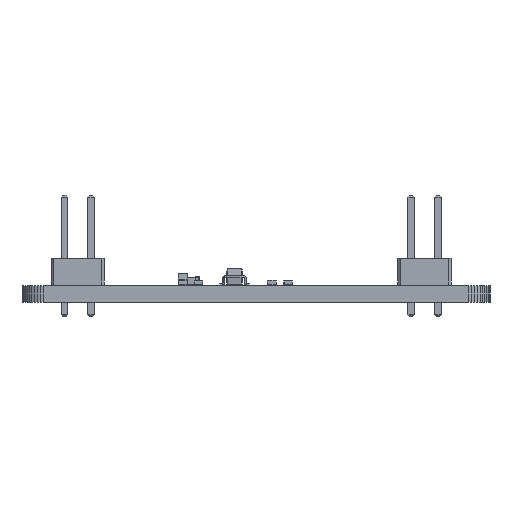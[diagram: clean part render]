
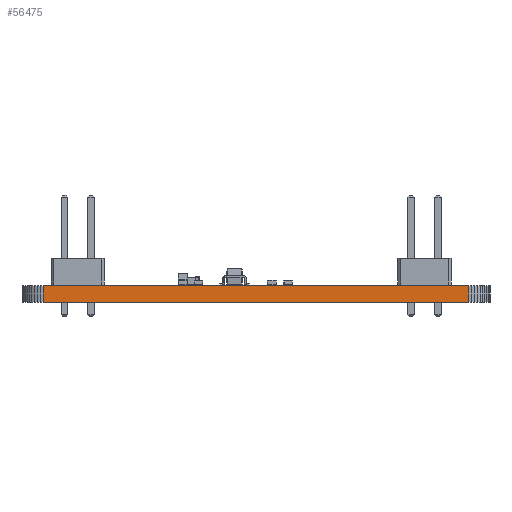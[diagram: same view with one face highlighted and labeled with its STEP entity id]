
A CAD part, front view. The second image highlights one B-rep face of the part: STEP entity #56475.
In plain terms, the highlighted planar face has unit normal (0, -1, 0).
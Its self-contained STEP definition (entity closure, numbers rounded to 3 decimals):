
#50908 = PLANE('',#50909);
#50909 = AXIS2_PLACEMENT_3D('',#50910,#50911,#50912);
#50910 = CARTESIAN_POINT('',(140.716,-102.108,1.6));
#50911 = DIRECTION('',(-0.,-0.,-1.));
#50912 = DIRECTION('',(-1.,0.,0.));
#50962 = PLANE('',#50963);
#50963 = AXIS2_PLACEMENT_3D('',#50964,#50965,#50966);
#50964 = CARTESIAN_POINT('',(140.716,-102.108,0.));
#50965 = DIRECTION('',(-0.,-0.,-1.));
#50966 = DIRECTION('',(-1.,0.,0.));
#51659 = VERTEX_POINT('',#51660);
#51660 = CARTESIAN_POINT('',(160.992,-132.563,0.));
#51674 = PLANE('',#51675);
#51675 = AXIS2_PLACEMENT_3D('',#51676,#51677,#51678);
#51676 = CARTESIAN_POINT('',(161.276,-132.542,0.));
#51677 = DIRECTION('',(0.071,-0.997,0.));
#51678 = DIRECTION('',(-0.997,-0.071,0.));
#51686 = EDGE_CURVE('',#51659,#51687,#51689,.T.);
#51687 = VERTEX_POINT('',#51688);
#51688 = CARTESIAN_POINT('',(120.44,-132.563,0.));
#51689 = SURFACE_CURVE('',#51690,(#51694,#51701),.PCURVE_S1.);
#51690 = LINE('',#51691,#51692);
#51691 = CARTESIAN_POINT('',(160.992,-132.563,0.));
#51692 = VECTOR('',#51693,1.);
#51693 = DIRECTION('',(-1.,0.,0.));
#51694 = PCURVE('',#50962,#51695);
#51695 = DEFINITIONAL_REPRESENTATION('',(#51696),#51700);
#51696 = LINE('',#51697,#51698);
#51697 = CARTESIAN_POINT('',(-20.276,-30.455));
#51698 = VECTOR('',#51699,1.);
#51699 = DIRECTION('',(1.,0.));
#51700 = ( GEOMETRIC_REPRESENTATION_CONTEXT(2) 
PARAMETRIC_REPRESENTATION_CONTEXT() REPRESENTATION_CONTEXT('2D SPACE',''
  ) );
#51701 = PCURVE('',#51702,#51707);
#51702 = PLANE('',#51703);
#51703 = AXIS2_PLACEMENT_3D('',#51704,#51705,#51706);
#51704 = CARTESIAN_POINT('',(160.992,-132.563,0.));
#51705 = DIRECTION('',(0.,-1.,0.));
#51706 = DIRECTION('',(-1.,0.,0.));
#51707 = DEFINITIONAL_REPRESENTATION('',(#51708),#51712);
#51708 = LINE('',#51709,#51710);
#51709 = CARTESIAN_POINT('',(0.,-0.));
#51710 = VECTOR('',#51711,1.);
#51711 = DIRECTION('',(1.,0.));
#51712 = ( GEOMETRIC_REPRESENTATION_CONTEXT(2) 
PARAMETRIC_REPRESENTATION_CONTEXT() REPRESENTATION_CONTEXT('2D SPACE',''
  ) );
#51730 = PLANE('',#51731);
#51731 = AXIS2_PLACEMENT_3D('',#51732,#51733,#51734);
#51732 = CARTESIAN_POINT('',(120.44,-132.563,0.));
#51733 = DIRECTION('',(-0.071,-0.997,0.));
#51734 = DIRECTION('',(-0.997,0.071,0.));
#53873 = VERTEX_POINT('',#53874);
#53874 = CARTESIAN_POINT('',(160.992,-132.563,1.6));
#53895 = EDGE_CURVE('',#53873,#53896,#53898,.T.);
#53896 = VERTEX_POINT('',#53897);
#53897 = CARTESIAN_POINT('',(120.44,-132.563,1.6));
#53898 = SURFACE_CURVE('',#53899,(#53903,#53910),.PCURVE_S1.);
#53899 = LINE('',#53900,#53901);
#53900 = CARTESIAN_POINT('',(160.992,-132.563,1.6));
#53901 = VECTOR('',#53902,1.);
#53902 = DIRECTION('',(-1.,0.,0.));
#53903 = PCURVE('',#50908,#53904);
#53904 = DEFINITIONAL_REPRESENTATION('',(#53905),#53909);
#53905 = LINE('',#53906,#53907);
#53906 = CARTESIAN_POINT('',(-20.276,-30.455));
#53907 = VECTOR('',#53908,1.);
#53908 = DIRECTION('',(1.,0.));
#53909 = ( GEOMETRIC_REPRESENTATION_CONTEXT(2) 
PARAMETRIC_REPRESENTATION_CONTEXT() REPRESENTATION_CONTEXT('2D SPACE',''
  ) );
#53910 = PCURVE('',#51702,#53911);
#53911 = DEFINITIONAL_REPRESENTATION('',(#53912),#53916);
#53912 = LINE('',#53913,#53914);
#53913 = CARTESIAN_POINT('',(0.,-1.6));
#53914 = VECTOR('',#53915,1.);
#53915 = DIRECTION('',(1.,0.));
#53916 = ( GEOMETRIC_REPRESENTATION_CONTEXT(2) 
PARAMETRIC_REPRESENTATION_CONTEXT() REPRESENTATION_CONTEXT('2D SPACE',''
  ) );
#56427 = EDGE_CURVE('',#51659,#53873,#56428,.T.);
#56428 = SURFACE_CURVE('',#56429,(#56433,#56440),.PCURVE_S1.);
#56429 = LINE('',#56430,#56431);
#56430 = CARTESIAN_POINT('',(160.992,-132.563,0.));
#56431 = VECTOR('',#56432,1.);
#56432 = DIRECTION('',(0.,0.,1.));
#56433 = PCURVE('',#51674,#56434);
#56434 = DEFINITIONAL_REPRESENTATION('',(#56435),#56439);
#56435 = LINE('',#56436,#56437);
#56436 = CARTESIAN_POINT('',(0.285,0.));
#56437 = VECTOR('',#56438,1.);
#56438 = DIRECTION('',(0.,-1.));
#56439 = ( GEOMETRIC_REPRESENTATION_CONTEXT(2) 
PARAMETRIC_REPRESENTATION_CONTEXT() REPRESENTATION_CONTEXT('2D SPACE',''
  ) );
#56440 = PCURVE('',#51702,#56441);
#56441 = DEFINITIONAL_REPRESENTATION('',(#56442),#56446);
#56442 = LINE('',#56443,#56444);
#56443 = CARTESIAN_POINT('',(0.,-0.));
#56444 = VECTOR('',#56445,1.);
#56445 = DIRECTION('',(0.,-1.));
#56446 = ( GEOMETRIC_REPRESENTATION_CONTEXT(2) 
PARAMETRIC_REPRESENTATION_CONTEXT() REPRESENTATION_CONTEXT('2D SPACE',''
  ) );
#56475 = ADVANCED_FACE('',(#56476),#51702,.T.);
#56476 = FACE_BOUND('',#56477,.T.);
#56477 = EDGE_LOOP('',(#56478,#56479,#56480,#56501));
#56478 = ORIENTED_EDGE('',*,*,#56427,.T.);
#56479 = ORIENTED_EDGE('',*,*,#53895,.T.);
#56480 = ORIENTED_EDGE('',*,*,#56481,.F.);
#56481 = EDGE_CURVE('',#51687,#53896,#56482,.T.);
#56482 = SURFACE_CURVE('',#56483,(#56487,#56494),.PCURVE_S1.);
#56483 = LINE('',#56484,#56485);
#56484 = CARTESIAN_POINT('',(120.44,-132.563,0.));
#56485 = VECTOR('',#56486,1.);
#56486 = DIRECTION('',(0.,0.,1.));
#56487 = PCURVE('',#51702,#56488);
#56488 = DEFINITIONAL_REPRESENTATION('',(#56489),#56493);
#56489 = LINE('',#56490,#56491);
#56490 = CARTESIAN_POINT('',(40.552,0.));
#56491 = VECTOR('',#56492,1.);
#56492 = DIRECTION('',(0.,-1.));
#56493 = ( GEOMETRIC_REPRESENTATION_CONTEXT(2) 
PARAMETRIC_REPRESENTATION_CONTEXT() REPRESENTATION_CONTEXT('2D SPACE',''
  ) );
#56494 = PCURVE('',#51730,#56495);
#56495 = DEFINITIONAL_REPRESENTATION('',(#56496),#56500);
#56496 = LINE('',#56497,#56498);
#56497 = CARTESIAN_POINT('',(0.,0.));
#56498 = VECTOR('',#56499,1.);
#56499 = DIRECTION('',(0.,-1.));
#56500 = ( GEOMETRIC_REPRESENTATION_CONTEXT(2) 
PARAMETRIC_REPRESENTATION_CONTEXT() REPRESENTATION_CONTEXT('2D SPACE',''
  ) );
#56501 = ORIENTED_EDGE('',*,*,#51686,.F.);
